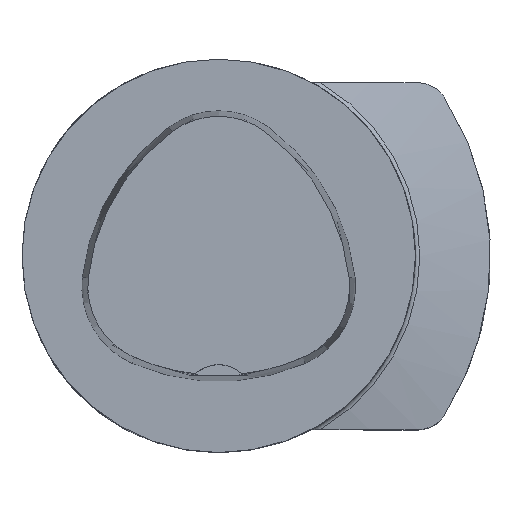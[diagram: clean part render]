
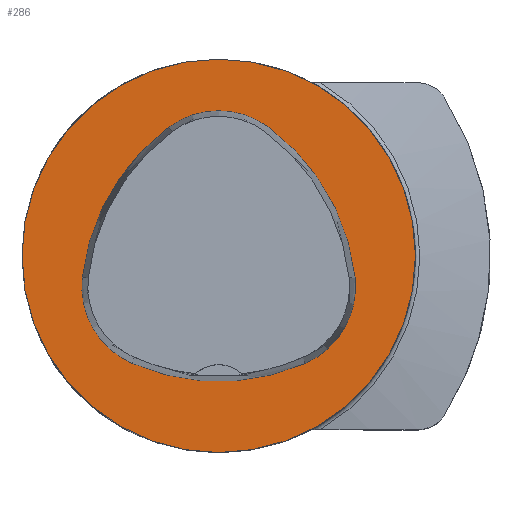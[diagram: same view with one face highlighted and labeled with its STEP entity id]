
A CAD part, top view. The second image highlights one B-rep face of the part: STEP entity #286.
In plain terms, the highlighted planar face has unit normal (0, 0, 1).
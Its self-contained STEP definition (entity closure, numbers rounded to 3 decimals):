
#251=FACE_BOUND('',#472,.T.);
#252=FACE_BOUND('',#473,.T.);
#286=ADVANCED_FACE('',(#251,#252),#341,.T.);
#341=PLANE('',#1263);
#472=EDGE_LOOP('',(#628,#629,#630,#631,#632,#633));
#473=EDGE_LOOP('',(#634));
#628=ORIENTED_EDGE('',*,*,#995,.T.);
#629=ORIENTED_EDGE('',*,*,#975,.T.);
#630=ORIENTED_EDGE('',*,*,#979,.T.);
#631=ORIENTED_EDGE('',*,*,#982,.T.);
#632=ORIENTED_EDGE('',*,*,#985,.T.);
#633=ORIENTED_EDGE('',*,*,#993,.T.);
#634=ORIENTED_EDGE('',*,*,#960,.F.);
#855=VERTEX_POINT('',#1811);
#868=VERTEX_POINT('',#1841);
#869=VERTEX_POINT('',#1842);
#872=VERTEX_POINT('',#1850);
#874=VERTEX_POINT('',#1856);
#876=VERTEX_POINT('',#1862);
#883=VERTEX_POINT('',#1883);
#960=EDGE_CURVE('',#855,#855,#1099,.T.);
#975=EDGE_CURVE('',#868,#869,#1104,.T.);
#979=EDGE_CURVE('',#869,#872,#1106,.T.);
#982=EDGE_CURVE('',#872,#874,#1108,.T.);
#985=EDGE_CURVE('',#874,#876,#1110,.T.);
#993=EDGE_CURVE('',#876,#883,#1114,.T.);
#995=EDGE_CURVE('',#883,#868,#1116,.T.);
#1099=CIRCLE('',#1229,40.);
#1104=CIRCLE('',#1241,44.);
#1106=CIRCLE('',#1244,17.);
#1108=CIRCLE('',#1247,44.);
#1110=CIRCLE('',#1250,17.);
#1114=CIRCLE('',#1255,44.);
#1116=CIRCLE('',#1258,17.);
#1229=AXIS2_PLACEMENT_3D('',#1810,#1453,#1454);
#1241=AXIS2_PLACEMENT_3D('',#1840,#1482,#1483);
#1244=AXIS2_PLACEMENT_3D('',#1849,#1490,#1491);
#1247=AXIS2_PLACEMENT_3D('',#1855,#1497,#1498);
#1250=AXIS2_PLACEMENT_3D('',#1861,#1504,#1505);
#1255=AXIS2_PLACEMENT_3D('',#1884,#1516,#1517);
#1258=AXIS2_PLACEMENT_3D('',#1887,#1522,#1523);
#1263=AXIS2_PLACEMENT_3D('',#1892,#1532,#1533);
#1453=DIRECTION('',(0.,0.,-1.));
#1454=DIRECTION('',(-1.,0.,0.));
#1482=DIRECTION('',(0.,0.,-1.));
#1483=DIRECTION('',(-1.,0.,0.));
#1490=DIRECTION('',(0.,0.,-1.));
#1491=DIRECTION('',(-1.,0.,0.));
#1497=DIRECTION('',(0.,0.,-1.));
#1498=DIRECTION('',(-1.,0.,0.));
#1504=DIRECTION('',(0.,0.,-1.));
#1505=DIRECTION('',(-1.,0.,0.));
#1516=DIRECTION('',(0.,0.,-1.));
#1517=DIRECTION('',(-1.,0.,0.));
#1522=DIRECTION('',(0.,0.,-1.));
#1523=DIRECTION('',(-1.,0.,0.));
#1532=DIRECTION('',(0.,0.,1.));
#1533=DIRECTION('',(1.,0.,0.));
#1810=CARTESIAN_POINT('',(0.,0.,0.));
#1811=CARTESIAN_POINT('',(-40.,0.,0.));
#1840=CARTESIAN_POINT('',(16.01,-9.224,0.));
#1841=CARTESIAN_POINT('',(-27.722,-4.378,0.));
#1842=CARTESIAN_POINT('',(-10.119,26.178,0.));
#1849=CARTESIAN_POINT('',(-0.023,12.5,0.));
#1850=CARTESIAN_POINT('',(10.049,26.194,0.));
#1855=CARTESIAN_POINT('',(-16.021,-9.25,0.));
#1856=CARTESIAN_POINT('',(27.71,-4.394,0.));
#1861=CARTESIAN_POINT('',(10.814,-6.27,0.));
#1862=CARTESIAN_POINT('',(17.611,-21.852,0.));
#1883=CARTESIAN_POINT('',(-17.652,-21.819,0.));
#1884=CARTESIAN_POINT('',(0.017,18.477,0.));
#1887=CARTESIAN_POINT('',(-10.825,-6.25,0.));
#1892=CARTESIAN_POINT('',(0.,0.,0.));
